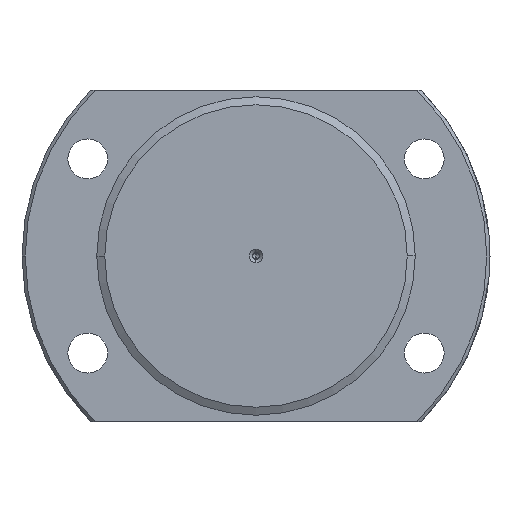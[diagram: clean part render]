
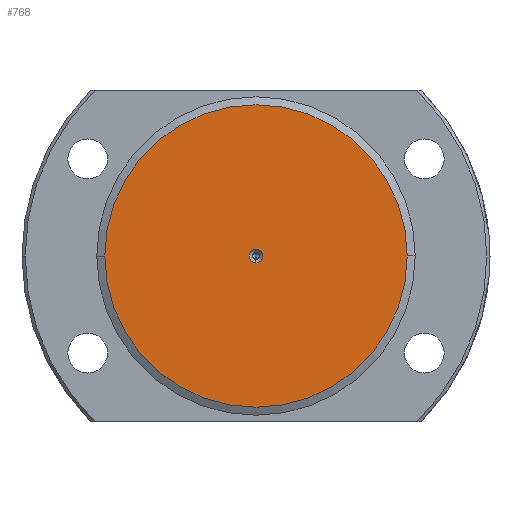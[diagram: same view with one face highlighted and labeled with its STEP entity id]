
A CAD part, left-side view. The second image highlights one B-rep face of the part: STEP entity #768.
In plain terms, the highlighted planar face has unit normal (-1, 0, 0).
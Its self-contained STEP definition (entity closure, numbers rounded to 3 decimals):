
#124 = DIRECTION ( 'NONE',  ( 0., -1., 0. ) ) ;
#172 = EDGE_CURVE ( 'NONE', #2475, #3556, #2984, .T. ) ;
#183 = ORIENTED_EDGE ( 'NONE', *, *, #4015, .T. ) ;
#228 = ORIENTED_EDGE ( 'NONE', *, *, #3858, .T. ) ;
#252 = PLANE ( 'NONE',  #3384 ) ;
#537 = CARTESIAN_POINT ( 'NONE',  ( 0., 47.5, 0. ) ) ;
#685 = AXIS2_PLACEMENT_3D ( 'NONE', #1069, #2575, #4094 ) ;
#768 = ADVANCED_FACE ( 'NONE', ( #4484, #2136 ), #252, .T. ) ;
#896 = DIRECTION ( 'NONE',  ( 0., -1., 0. ) ) ;
#972 = CARTESIAN_POINT ( 'NONE',  ( 0., 0., 0. ) ) ;
#1015 = DIRECTION ( 'NONE',  ( 0., -1., 0. ) ) ;
#1069 = CARTESIAN_POINT ( 'NONE',  ( 0., 0., 0. ) ) ;
#1359 = CARTESIAN_POINT ( 'NONE',  ( 0., 0., 0. ) ) ;
#1479 = VERTEX_POINT ( 'NONE', #537 ) ;
#1518 = DIRECTION ( 'NONE',  ( -1., 0., 0. ) ) ;
#2010 = CARTESIAN_POINT ( 'NONE',  ( 0., 0., -2.075 ) ) ;
#2088 = CIRCLE ( 'NONE', #2556, 2.075 ) ;
#2136 = FACE_OUTER_BOUND ( 'NONE', #4147, .T. ) ;
#2374 = ORIENTED_EDGE ( 'NONE', *, *, #172, .T. ) ;
#2421 = CARTESIAN_POINT ( 'NONE',  ( 0., 0., 0. ) ) ;
#2475 = VERTEX_POINT ( 'NONE', #4866 ) ;
#2481 = DIRECTION ( 'NONE',  ( -1., 0., 0. ) ) ;
#2556 = AXIS2_PLACEMENT_3D ( 'NONE', #2850, #3590, #896 ) ;
#2575 = DIRECTION ( 'NONE',  ( 1., 0., 0. ) ) ;
#2619 = CARTESIAN_POINT ( 'NONE',  ( 0., -47.5, 0. ) ) ;
#2850 = CARTESIAN_POINT ( 'NONE',  ( 0., 0., 0. ) ) ;
#2855 = ORIENTED_EDGE ( 'NONE', *, *, #4760, .T. ) ;
#2876 = DIRECTION ( 'NONE',  ( 0., -1., 0. ) ) ;
#2984 = CIRCLE ( 'NONE', #685, 2.075 ) ;
#3205 = CIRCLE ( 'NONE', #4314, 47.5 ) ;
#3384 = AXIS2_PLACEMENT_3D ( 'NONE', #2421, #1518, #124 ) ;
#3514 = AXIS2_PLACEMENT_3D ( 'NONE', #1359, #4407, #1015 ) ;
#3556 = VERTEX_POINT ( 'NONE', #2010 ) ;
#3590 = DIRECTION ( 'NONE',  ( 1., 0., 0. ) ) ;
#3696 = VERTEX_POINT ( 'NONE', #2619 ) ;
#3858 = EDGE_CURVE ( 'NONE', #3556, #2475, #2088, .T. ) ;
#4015 = EDGE_CURVE ( 'NONE', #1479, #3696, #4306, .T. ) ;
#4094 = DIRECTION ( 'NONE',  ( 0., -1., 0. ) ) ;
#4147 = EDGE_LOOP ( 'NONE', ( #183, #2855 ) ) ;
#4306 = CIRCLE ( 'NONE', #3514, 47.5 ) ;
#4314 = AXIS2_PLACEMENT_3D ( 'NONE', #972, #2481, #2876 ) ;
#4352 = EDGE_LOOP ( 'NONE', ( #2374, #228 ) ) ;
#4407 = DIRECTION ( 'NONE',  ( -1., 0., 0. ) ) ;
#4484 = FACE_BOUND ( 'NONE', #4352, .T. ) ;
#4760 = EDGE_CURVE ( 'NONE', #3696, #1479, #3205, .T. ) ;
#4866 = CARTESIAN_POINT ( 'NONE',  ( 0., 0., 2.075 ) ) ;
